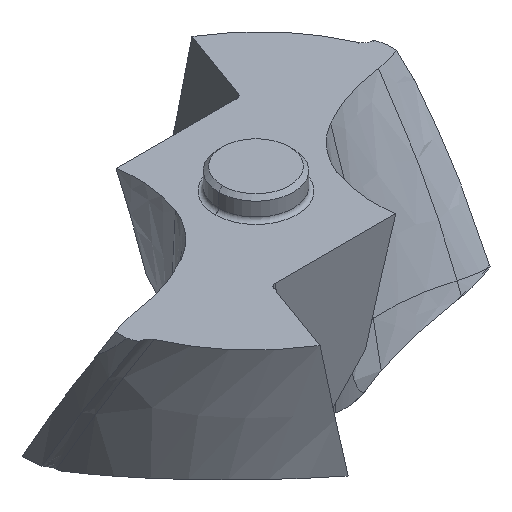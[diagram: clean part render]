
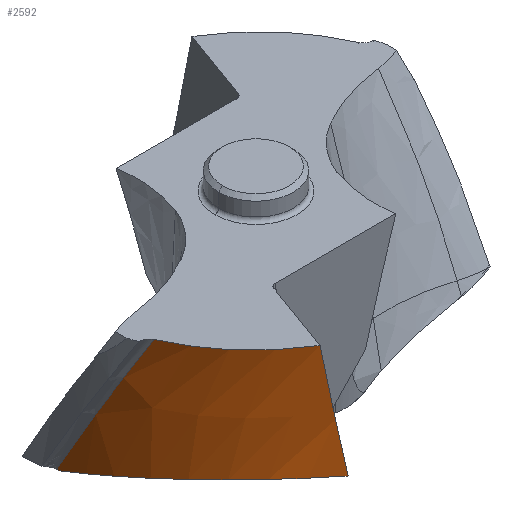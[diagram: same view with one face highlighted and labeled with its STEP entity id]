
A CAD part, isometric view. The second image highlights one B-rep face of the part: STEP entity #2592.
In plain terms, the highlighted free-form (B-spline) face has degree [3, 3] with [10, 5] control points.
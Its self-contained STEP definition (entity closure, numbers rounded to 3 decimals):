
#142=CARTESIAN_POINT('',(-4.053,-6.603,
0.));
#143=CARTESIAN_POINT('',(-4.244,-6.49,
0.));
#144=CARTESIAN_POINT('',(-4.811,-6.119,
0.));
#145=CARTESIAN_POINT('',(-5.671,-5.376,
0.));
#146=CARTESIAN_POINT('',(-6.531,-4.313,
0.));
#147=CARTESIAN_POINT('',(-6.971,-3.513,
0.));
#148=CARTESIAN_POINT('',(-7.153,-3.097,
0.));
#745=CARTESIAN_POINT('',(-7.799,0.151,
-5.776));
#765=CARTESIAN_POINT('',(-3.307,-6.973,
-4.69));
#766=CARTESIAN_POINT('',(-3.508,-6.88,
-4.653));
#767=CARTESIAN_POINT('',(-3.893,-6.681,
-4.59));
#768=CARTESIAN_POINT('',(-4.417,-6.357,
-4.525));
#769=CARTESIAN_POINT('',(-4.92,-5.988,
-4.485));
#770=CARTESIAN_POINT('',(-5.383,-5.589,
-4.471));
#771=CARTESIAN_POINT('',(-5.821,-5.146,
-4.483));
#772=CARTESIAN_POINT('',(-6.221,-4.668,
-4.522));
#773=CARTESIAN_POINT('',(-6.585,-4.154,
-4.589));
#774=CARTESIAN_POINT('',(-6.886,-3.646,
-4.676));
#775=CARTESIAN_POINT('',(-7.161,-3.089,
-4.792));
#776=CARTESIAN_POINT('',(-7.393,-2.496,
-4.937));
#777=CARTESIAN_POINT('',(-7.566,-1.921,
-5.097));
#778=CARTESIAN_POINT('',(-7.704,-1.273,
-5.298));
#779=CARTESIAN_POINT('',(-7.779,-0.673,
-5.502));
#780=CARTESIAN_POINT('',(-7.8,-0.228,
-5.667));
#781=CARTESIAN_POINT('',(-7.8,0.,
-5.756));
#783=CARTESIAN_POINT('',(-7.8,0.,
-5.756));
#784=CARTESIAN_POINT('',(-7.8,0.017,
-5.758));
#785=CARTESIAN_POINT('',(-7.8,0.05,
-5.762));
#786=CARTESIAN_POINT('',(-7.8,0.101,
-5.769));
#787=CARTESIAN_POINT('',(-7.799,0.134,
-5.774));
#788=CARTESIAN_POINT('',(-7.799,0.151,
-5.776));
#790=CARTESIAN_POINT('',(-7.799,0.151,
-5.776));
#791=CARTESIAN_POINT('',(-7.812,-0.484,
-4.642));
#792=CARTESIAN_POINT('',(-7.695,-1.584,
-2.717));
#793=CARTESIAN_POINT('',(-7.339,-2.664,
-0.792));
#794=CARTESIAN_POINT('',(-7.153,-3.097,
0.));
#796=CARTESIAN_POINT('',(-4.053,-6.603,
0.));
#797=CARTESIAN_POINT('',(-3.992,-6.622,
-0.36));
#798=CARTESIAN_POINT('',(-3.878,-6.659,
-1.039));
#799=CARTESIAN_POINT('',(-3.731,-6.715,
-1.934));
#800=CARTESIAN_POINT('',(-3.605,-6.773,
-2.714));
#801=CARTESIAN_POINT('',(-3.495,-6.834,
-3.419));
#802=CARTESIAN_POINT('',(-3.397,-6.9,
-4.073));
#803=CARTESIAN_POINT('',(-3.336,-6.948,
-4.488));
#804=CARTESIAN_POINT('',(-3.307,-6.973,
-4.69));
#1022=CARTESIAN_POINT('',(-4.053,-6.603,
0.));
#1023=VERTEX_POINT('',#1022);
#1024=VERTEX_POINT('',#148);
#1053=CARTESIAN_POINT('',(-7.8,0.,
-5.756));
#1054=VERTEX_POINT('',#1053);
#1055=VERTEX_POINT('',#765);
#1075=VERTEX_POINT('',#745);
#2533=CARTESIAN_POINT('',(-3.654,-6.886,
-5.834));
#2534=CARTESIAN_POINT('',(-3.18,-7.037,
-4.681));
#2535=CARTESIAN_POINT('',(-2.227,-7.319,
-2.718));
#2536=CARTESIAN_POINT('',(-1.025,-7.579,
-0.755));
#2537=CARTESIAN_POINT('',(-0.488,-7.675,
0.055));
#2538=CARTESIAN_POINT('',(-3.745,-6.838,
-5.834));
#2539=CARTESIAN_POINT('',(-3.272,-6.998,
-4.681));
#2540=CARTESIAN_POINT('',(-2.323,-7.294,
-2.718));
#2541=CARTESIAN_POINT('',(-1.124,-7.568,
-0.755));
#2542=CARTESIAN_POINT('',(-0.588,-7.67,
0.055));
#2543=CARTESIAN_POINT('',(-4.239,-6.564,
-5.834));
#2544=CARTESIAN_POINT('',(-3.778,-6.77,
-4.681));
#2545=CARTESIAN_POINT('',(-2.849,-7.146,
-2.718));
#2546=CARTESIAN_POINT('',(-1.67,-7.499,
-0.755));
#2547=CARTESIAN_POINT('',(-1.143,-7.634,
0.055));
#2548=CARTESIAN_POINT('',(-5.081,-5.968,
-5.834));
#2549=CARTESIAN_POINT('',(-4.651,-6.257,
-4.681));
#2550=CARTESIAN_POINT('',(-3.774,-6.772,
-2.718));
#2551=CARTESIAN_POINT('',(-2.647,-7.265,
-0.755));
#2552=CARTESIAN_POINT('',(-2.142,-7.458,
0.055));
#2553=CARTESIAN_POINT('',(-6.058,-4.976,
-5.834));
#2554=CARTESIAN_POINT('',(-5.688,-5.366,
-4.681));
#2555=CARTESIAN_POINT('',(-4.913,-6.055,
-2.718));
#2556=CARTESIAN_POINT('',(-3.89,-6.721,
-0.755));
#2557=CARTESIAN_POINT('',(-3.427,-6.985,
0.055));
#2558=CARTESIAN_POINT('',(-6.843,-3.827,
-5.834));
#2559=CARTESIAN_POINT('',(-6.551,-4.306,
-4.681));
#2560=CARTESIAN_POINT('',(-5.908,-5.147,
-2.718));
#2561=CARTESIAN_POINT('',(-5.016,-5.966,
-0.755));
#2562=CARTESIAN_POINT('',(-4.608,-6.293,
0.055));
#2563=CARTESIAN_POINT('',(-7.413,-2.556,
-5.834));
#2564=CARTESIAN_POINT('',(-7.212,-3.11,
-4.681));
#2565=CARTESIAN_POINT('',(-6.726,-4.077,
-2.718));
#2566=CARTESIAN_POINT('',(-5.992,-5.023,
-0.755));
#2567=CARTESIAN_POINT('',(-5.648,-5.402,
0.055));
#2568=CARTESIAN_POINT('',(-7.755,-1.177,
-5.834));
#2569=CARTESIAN_POINT('',(-7.661,-1.789,
-4.681));
#2570=CARTESIAN_POINT('',(-7.355,-2.856,
-2.718));
#2571=CARTESIAN_POINT('',(-6.8,-3.9,
-0.755));
#2572=CARTESIAN_POINT('',(-6.531,-4.32,
0.055));
#2573=CARTESIAN_POINT('',(-7.812,-0.222,
-5.834));
#2574=CARTESIAN_POINT('',(-7.795,-0.86,
-4.681));
#2575=CARTESIAN_POINT('',(-7.621,-1.969,
-2.718));
#2576=CARTESIAN_POINT('',(-7.198,-3.056,
-0.755));
#2577=CARTESIAN_POINT('',(-6.983,-3.494,
0.055));
#2578=CARTESIAN_POINT('',(-7.795,0.268,
-5.834));
#2579=CARTESIAN_POINT('',(-7.819,-0.378,
-4.681));
#2580=CARTESIAN_POINT('',(-7.714,-1.504,
-2.718));
#2581=CARTESIAN_POINT('',(-7.36,-2.607,
-0.755));
#2582=CARTESIAN_POINT('',(-7.174,-3.051,
0.055));
#2583=B_SPLINE_SURFACE_WITH_KNOTS('',3,3,((#2533,#2534,#2535,#2536,#2537),
(#2538,#2539,#2540,#2541,#2542),(#2543,#2544,#2545,#2546,#2547),(#2548,#2549,
#2550,#2551,#2552),(#2553,#2554,#2555,#2556,#2557),(#2558,#2559,#2560,#2561,
#2562),(#2563,#2564,#2565,#2566,#2567),(#2568,#2569,#2570,#2571,#2572),(#2573,
#2574,#2575,#2576,#2577),(#2578,#2579,#2580,#2581,#2582)),.UNSPECIFIED.,.F.,.F.,
.F.,(4,1,1,1,1,1,1,4),(4,1,4),(0.222,0.25,0.375,0.5,0.625,
0.75,0.875,1.008),(0.065,4.058,
6.864),.UNSPECIFIED.);
#2584=ORIENTED_EDGE('',*,*,#1730,.T.);
#2585=ORIENTED_EDGE('',*,*,#1778,.T.);
#2586=ORIENTED_EDGE('',*,*,#2521,.T.);
#2587=ORIENTED_EDGE('',*,*,#1362,.F.);
#2589=ORIENTED_EDGE('',*,*,#2588,.T.);
#2590=EDGE_LOOP('',(#2584,#2585,#2586,#2587,#2589));
#2591=FACE_OUTER_BOUND('',#2590,.F.);
#149=B_SPLINE_CURVE_WITH_KNOTS('',3,(#142,#143,#144,#145,#146,#147,#148),
.UNSPECIFIED.,.F.,.F.,(4,1,1,1,4),(0.,0.14,0.427,
0.713,1.),.UNSPECIFIED.);
#782=B_SPLINE_CURVE_WITH_KNOTS('',3,(#765,#766,#767,#768,#769,#770,#771,#772,
#773,#774,#775,#776,#777,#778,#779,#780,#781),.UNSPECIFIED.,.F.,.F.,(4,1,1,1,1,
1,1,1,1,1,1,1,1,1,4),(0.,0.071,0.143,
0.214,0.286,0.357,0.429,0.5,
0.571,0.643,0.714,0.786,
0.857,0.929,1.),.UNSPECIFIED.);
#789=B_SPLINE_CURVE_WITH_KNOTS('',3,(#783,#784,#785,#786,#787,#788),
.UNSPECIFIED.,.F.,.F.,(4,1,1,4),(0.,0.333,0.667,1.),
.UNSPECIFIED.);
#795=B_SPLINE_CURVE_WITH_KNOTS('',3,(#790,#791,#792,#793,#794),.UNSPECIFIED.,
.F.,.F.,(4,1,4),(0.,0.589,1.),.UNSPECIFIED.);
#805=B_SPLINE_CURVE_WITH_KNOTS('',3,(#796,#797,#798,#799,#800,#801,#802,#803,
#804),.UNSPECIFIED.,.F.,.F.,(4,1,1,1,1,1,4),(0.,0.167,
0.333,0.5,0.667,0.833,1.),
.UNSPECIFIED.);
#1362=EDGE_CURVE('',#1023,#1024,#149,.T.);
#1730=EDGE_CURVE('',#1055,#1054,#782,.T.);
#1778=EDGE_CURVE('',#1054,#1075,#789,.T.);
#2521=EDGE_CURVE('',#1075,#1024,#795,.T.);
#2588=EDGE_CURVE('',#1023,#1055,#805,.T.);
#2592=ADVANCED_FACE('',(#2591),#2583,.F.);
